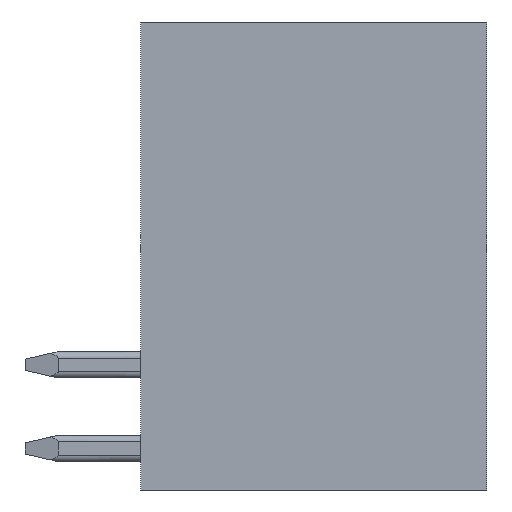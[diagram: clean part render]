
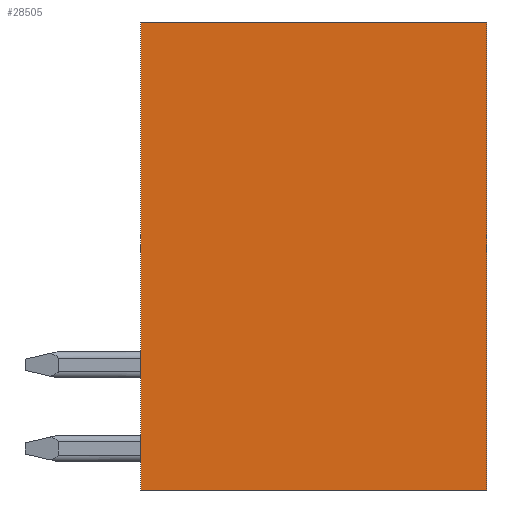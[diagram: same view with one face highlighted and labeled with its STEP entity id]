
A CAD part, front view. The second image highlights one B-rep face of the part: STEP entity #28505.
In plain terms, the highlighted planar face has unit normal (0, -1, 0).
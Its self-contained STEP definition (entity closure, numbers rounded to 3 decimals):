
#6638=DIRECTION('',(-1.,0.,0.));
#6639=VECTOR('',#6638,10.5);
#6640=CARTESIAN_POINT('',(5.25,-42.89,7.1));
#6641=LINE('',#6640,#6639);
#6642=DIRECTION('',(0.,0.,1.));
#6643=VECTOR('',#6642,14.2);
#6644=CARTESIAN_POINT('',(5.25,-42.89,-7.1));
#6645=LINE('',#6644,#6643);
#6646=DIRECTION('',(1.,0.,0.));
#6647=VECTOR('',#6646,10.5);
#6648=CARTESIAN_POINT('',(-5.25,-42.89,-7.1));
#6649=LINE('',#6648,#6647);
#6650=DIRECTION('',(0.,0.,-1.));
#6651=VECTOR('',#6650,14.2);
#6652=CARTESIAN_POINT('',(-5.25,-42.89,7.1));
#6653=LINE('',#6652,#6651);
#16271=CARTESIAN_POINT('',(5.25,-42.89,7.1));
#16272=CARTESIAN_POINT('',(-5.25,-42.89,7.1));
#16273=VERTEX_POINT('',#16271);
#16274=VERTEX_POINT('',#16272);
#16275=CARTESIAN_POINT('',(-5.25,-42.89,-7.1));
#16276=VERTEX_POINT('',#16275);
#16277=CARTESIAN_POINT('',(5.25,-42.89,-7.1));
#16278=VERTEX_POINT('',#16277);
#28494=CARTESIAN_POINT('',(0.,-42.89,0.));
#28495=DIRECTION('',(0.,-1.,0.));
#28496=DIRECTION('',(0.,0.,-1.));
#28497=AXIS2_PLACEMENT_3D('',#28494,#28495,#28496);
#28498=PLANE('',#28497);
#28499=ORIENTED_EDGE('',*,*,#28120,.F.);
#28500=ORIENTED_EDGE('',*,*,#28217,.F.);
#28501=ORIENTED_EDGE('',*,*,#28486,.F.);
#28502=ORIENTED_EDGE('',*,*,#20366,.F.);
#28503=EDGE_LOOP('',(#28499,#28500,#28501,#28502));
#28504=FACE_OUTER_BOUND('',#28503,.F.);
#28505=ADVANCED_FACE('',(#28504),#28498,.T.);
#20366=EDGE_CURVE('',#16274,#16276,#6653,.T.);
#28120=EDGE_CURVE('',#16273,#16274,#6641,.T.);
#28217=EDGE_CURVE('',#16278,#16273,#6645,.T.);
#28486=EDGE_CURVE('',#16276,#16278,#6649,.T.);
